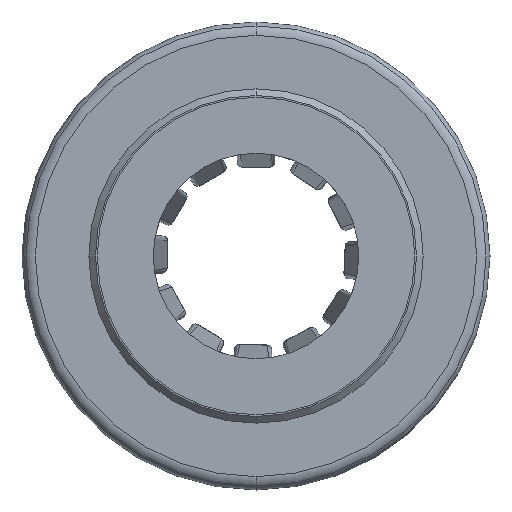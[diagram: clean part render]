
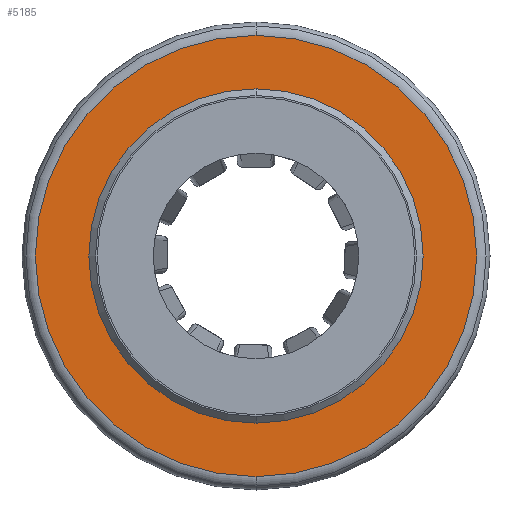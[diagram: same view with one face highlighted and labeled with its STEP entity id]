
A CAD part, front view. The second image highlights one B-rep face of the part: STEP entity #5185.
In plain terms, the highlighted planar face has unit normal (0, -1, 0).
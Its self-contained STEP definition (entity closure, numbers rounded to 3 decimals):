
#1289=CARTESIAN_POINT('',(0.,0.4,0.));
#1290=DIRECTION('',(0.,-1.,0.));
#1291=DIRECTION('',(0.,0.,1.));
#1292=AXIS2_PLACEMENT_3D('',#1289,#1290,#1291);
#1294=CARTESIAN_POINT('',(0.,0.4,0.));
#1295=DIRECTION('',(0.,-1.,0.));
#1296=DIRECTION('',(0.,0.,-1.));
#1297=AXIS2_PLACEMENT_3D('',#1294,#1295,#1296);
#1299=CARTESIAN_POINT('',(0.,0.4,0.));
#1300=DIRECTION('',(0.,1.,0.));
#1301=DIRECTION('',(0.,0.,-1.));
#1302=AXIS2_PLACEMENT_3D('',#1299,#1300,#1301);
#1304=CARTESIAN_POINT('',(0.,0.4,0.));
#1305=DIRECTION('',(0.,1.,0.));
#1306=DIRECTION('',(0.,0.,1.));
#1307=AXIS2_PLACEMENT_3D('',#1304,#1305,#1306);
#4011=CARTESIAN_POINT('',(0.,0.4,5.));
#4013=VERTEX_POINT('',#4011);
#4015=CARTESIAN_POINT('',(0.,0.4,-5.));
#4017=VERTEX_POINT('',#4015);
#4043=CARTESIAN_POINT('',(0.,0.4,6.6));
#4045=VERTEX_POINT('',#4043);
#4049=CARTESIAN_POINT('',(0.,0.4,-6.6));
#4050=VERTEX_POINT('',#4049);
#5170=CARTESIAN_POINT('',(0.,0.4,7.));
#5171=DIRECTION('',(0.,1.,0.));
#5172=DIRECTION('',(0.,0.,1.));
#5173=AXIS2_PLACEMENT_3D('',#5170,#5171,#5172);
#5174=PLANE('',#5173);
#5176=ORIENTED_EDGE('',*,*,#5175,.F.);
#5178=ORIENTED_EDGE('',*,*,#5177,.F.);
#5179=EDGE_LOOP('',(#5176,#5178));
#5180=FACE_OUTER_BOUND('',#5179,.F.);
#5181=ORIENTED_EDGE('',*,*,#5137,.F.);
#5182=ORIENTED_EDGE('',*,*,#5152,.F.);
#5183=EDGE_LOOP('',(#5181,#5182));
#5184=FACE_BOUND('',#5183,.F.);
#5185=ADVANCED_FACE('',(#5180,#5184),#5174,.F.);
#1293=CIRCLE('',#1292,6.6);
#1298=CIRCLE('',#1297,6.6);
#1303=CIRCLE('',#1302,5.);
#1308=CIRCLE('',#1307,5.);
#5137=EDGE_CURVE('',#4017,#4013,#1303,.T.);
#5152=EDGE_CURVE('',#4013,#4017,#1308,.T.);
#5175=EDGE_CURVE('',#4045,#4050,#1293,.T.);
#5177=EDGE_CURVE('',#4050,#4045,#1298,.T.);
